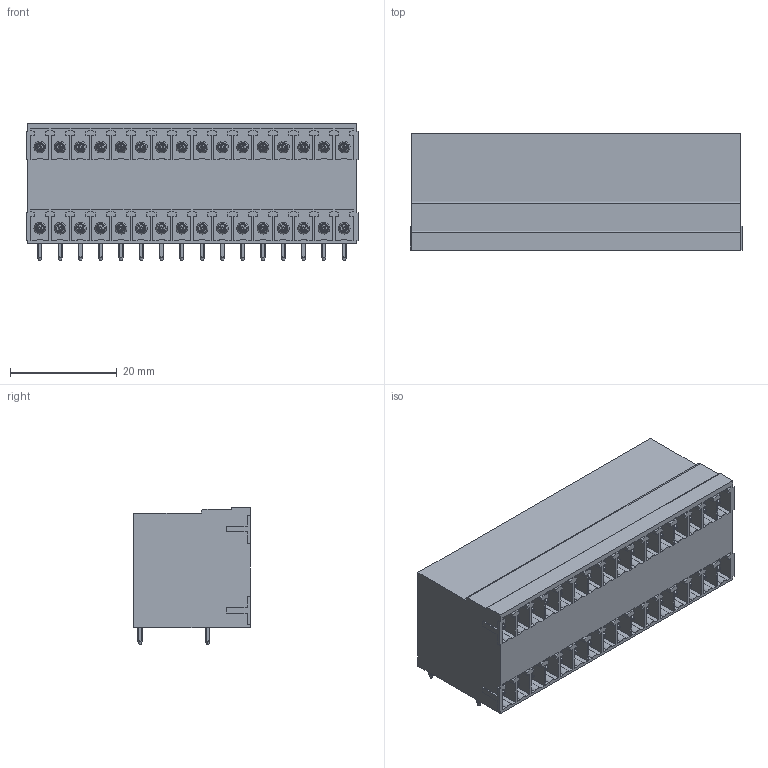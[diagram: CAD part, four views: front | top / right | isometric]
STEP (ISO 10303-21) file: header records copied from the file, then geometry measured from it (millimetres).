
FILE_DESCRIPTION(('CATIA V5 STEP Exchange','CAx-IF Rec.Pracs.--- Model Styling and Organization---1.2---2011-12-15'),'2;1');
FILE_NAME ('D1460831_0_1973870000_1973870000.stp','2018-10-04T16:37:17+00:00',('none'),('Weidmueller'),'CATIA Version 5-6 Release 2014','CATIA V5 STEP AP214','none');
FILE_SCHEMA(('AUTOMOTIVE_DESIGN { 1 0 10303 214 1 1 1 1 }'));
Products named in the file (1): 1973870000
Bounding box: 62.35 x 21.9 x 25.9 mm (x, y, z)
Volume: 25885.7 mm3; surface area: 15444.3 mm2
Topology: 33 solids, 33 shells, 2092 faces, 5726 edges, 3764 vertices
Faces by surface type: plane 1354, cylinder 482, cone 192, torus 64
Entity records: 63648 total; most frequent: CARTESIAN_POINT 17476, ORIENTED_EDGE 11452, DIRECTION 6420, EDGE_CURVE 5726, VECTOR 3990, LINE 3990, VERTEX_POINT 3764, EDGE_LOOP 2220
